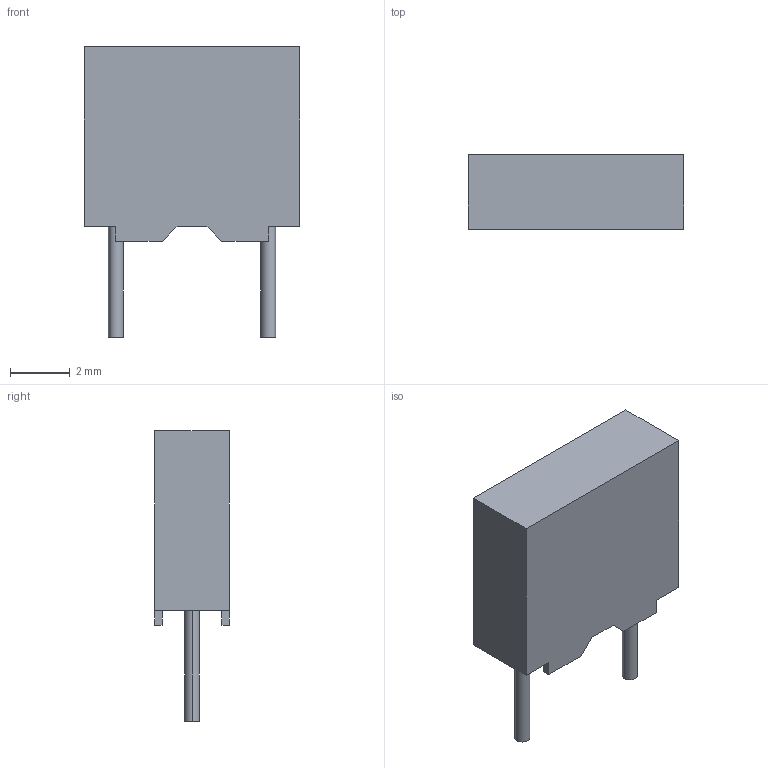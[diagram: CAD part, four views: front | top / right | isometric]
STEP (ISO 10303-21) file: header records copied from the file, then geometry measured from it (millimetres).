
FILE_DESCRIPTION(/* description */ (''),/* implementation_level */ '2;1');
FILE_NAME(/* name */ 'FILMCA~1',/* time_stamp */ '2017-01-11T22:30:19+01:00',/* author */ (''),/* organization */ (''),/* preprocessor_version */ 'ST-DEVELOPER v14',/* originating_system */ '',/* authorisation */ '');
FILE_SCHEMA (('AUTOMOTIVE_DESIGN'));
Length unit declared in the file: millimetre
Products named in the file (1): Document
Bounding box: 7.2 x 2.5 x 9.7 mm (x, y, z)
Volume: 1.7 mm3; surface area: 183 mm2
Topology: 2 solids, 28 shells, 34 faces, 156 edges, 152 vertices
Faces by surface type: plane 30, bspline 4
Entity records: 1741 total; most frequent: CARTESIAN_POINT 593, ORIENTED_EDGE 168, EDGE_CURVE 156, VERTEX_POINT 152, B_SPLINE_CURVE_WITH_KNOTS 144, DIRECTION 36, ADVANCED_FACE 34, FACE_OUTER_BOUND 34
